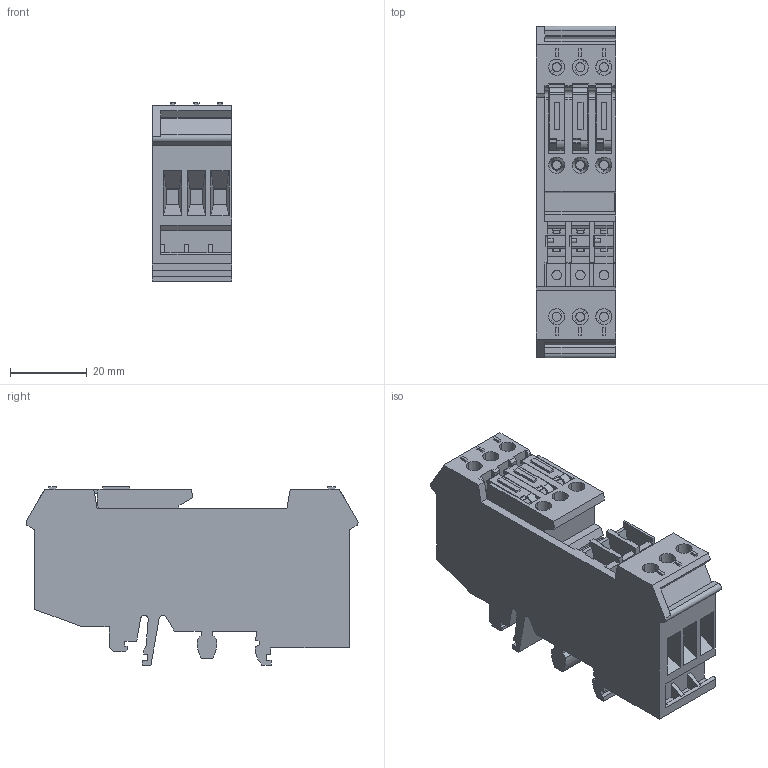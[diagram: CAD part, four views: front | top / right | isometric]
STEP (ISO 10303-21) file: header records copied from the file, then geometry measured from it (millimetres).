
FILE_DESCRIPTION(('Creo Elements/Direct Modeling STEP Export'),'2;1');
FILE_NAME('model.stp','2021-02-25T 6:07:32',(''),(''),'Creo Elements/Direct Modeling STEP processor for AP214 (Solid Model)','Creo Elements/Direct Modeling 20.1D 10-Oct-2020 (C) Parametric Technology GmbH','');
FILE_SCHEMA(('AUTOMOTIVE_DESIGN { 1 0 10303 214 1 1 1 1 }'));
Length unit declared in the file: millimetre
Products named in the file (2): URELG_3-PMTK-select
Assembly tree (1 placements, depth 2):
  URELG_3-PMTK-select
    URELG_3-PMTK-select
Bounding box: 20.65 x 86.48 x 46.5 mm (x, y, z)
Volume: 52252.5 mm3; surface area: 20596.8 mm2
Topology: 1 solids, 1 shells, 658 faces, 1812 edges, 1186 vertices
Faces by surface type: plane 540, cylinder 112, cone 6
Entity records: 21551 total; most frequent: ORIENTED_EDGE 3624, CARTESIAN_POINT 3406, DIRECTION 2978, EDGE_CURVE 1812, VECTOR 1462, LINE 1462, VERTEX_POINT 1186, AXIS2_PLACEMENT_3D 758
